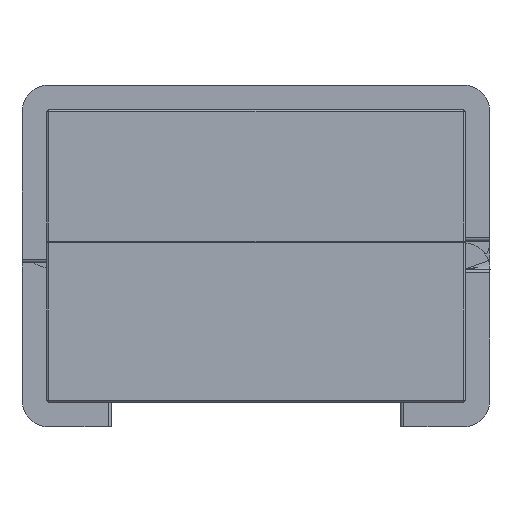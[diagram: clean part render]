
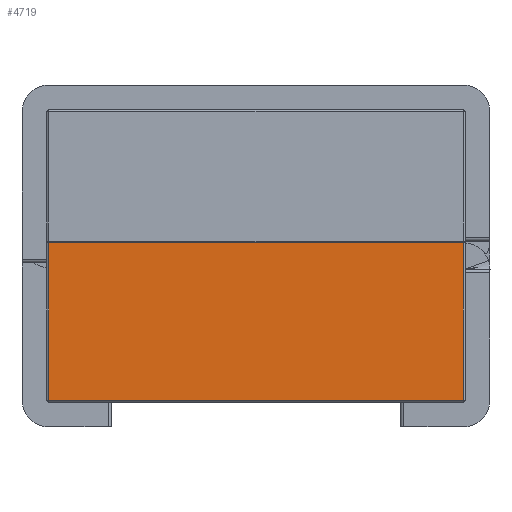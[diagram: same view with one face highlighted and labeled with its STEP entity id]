
A CAD part, front view. The second image highlights one B-rep face of the part: STEP entity #4719.
In plain terms, the highlighted planar face has unit normal (0, -1, 0).
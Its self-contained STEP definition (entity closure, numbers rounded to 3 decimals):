
#379=ORIENTED_EDGE('',*,*,#1372,.T.);
#380=ORIENTED_EDGE('',*,*,#1373,.T.);
#381=ORIENTED_EDGE('',*,*,#1333,.F.);
#382=ORIENTED_EDGE('',*,*,#1371,.F.);
#1333=EDGE_CURVE('',#1836,#1837,#2139,.T.);
#1371=EDGE_CURVE('',#1861,#1836,#2164,.T.);
#1372=EDGE_CURVE('',#1861,#1862,#2165,.T.);
#1373=EDGE_CURVE('',#1862,#1837,#2166,.T.);
#1836=VERTEX_POINT('',#6284);
#1837=VERTEX_POINT('',#6286);
#1861=VERTEX_POINT('',#6363);
#1862=VERTEX_POINT('',#6367);
#2139=LINE('',#6285,#2497);
#2164=LINE('',#6364,#2522);
#2165=LINE('',#6366,#2523);
#2166=LINE('',#6368,#2524);
#2497=VECTOR('',#5287,1000.);
#2522=VECTOR('',#5346,1000.);
#2523=VECTOR('',#5349,1000.);
#2524=VECTOR('',#5350,1000.);
#2815=EDGE_LOOP('',(#379,#380,#381,#382));
#3022=FACE_BOUND('',#2815,.T.);
#3226=PLANE('',#4943);
#4719=ADVANCED_FACE('',(#3022),#3226,.T.);
#4943=AXIS2_PLACEMENT_3D('',#6365,#5347,#5348);
#5287=DIRECTION('',(1.,0.,0.));
#5346=DIRECTION('',(0.,0.,1.));
#5347=DIRECTION('',(0.,-1.,0.));
#5348=DIRECTION('',(1.,0.,0.));
#5349=DIRECTION('',(1.,0.,0.));
#5350=DIRECTION('',(0.,0.,1.));
#6284=CARTESIAN_POINT('',(-6.25,-6.5,0.));
#6285=CARTESIAN_POINT('',(-6.3,-6.5,0.));
#6286=CARTESIAN_POINT('',(6.25,-6.5,0.));
#6363=CARTESIAN_POINT('',(-6.25,-6.5,-4.75));
#6364=CARTESIAN_POINT('',(-6.25,-6.5,-4.8));
#6365=CARTESIAN_POINT('',(-6.3,-6.5,-4.8));
#6366=CARTESIAN_POINT('',(6.3,-6.5,-4.75));
#6367=CARTESIAN_POINT('',(6.25,-6.5,-4.75));
#6368=CARTESIAN_POINT('',(6.25,-6.5,-4.8));
